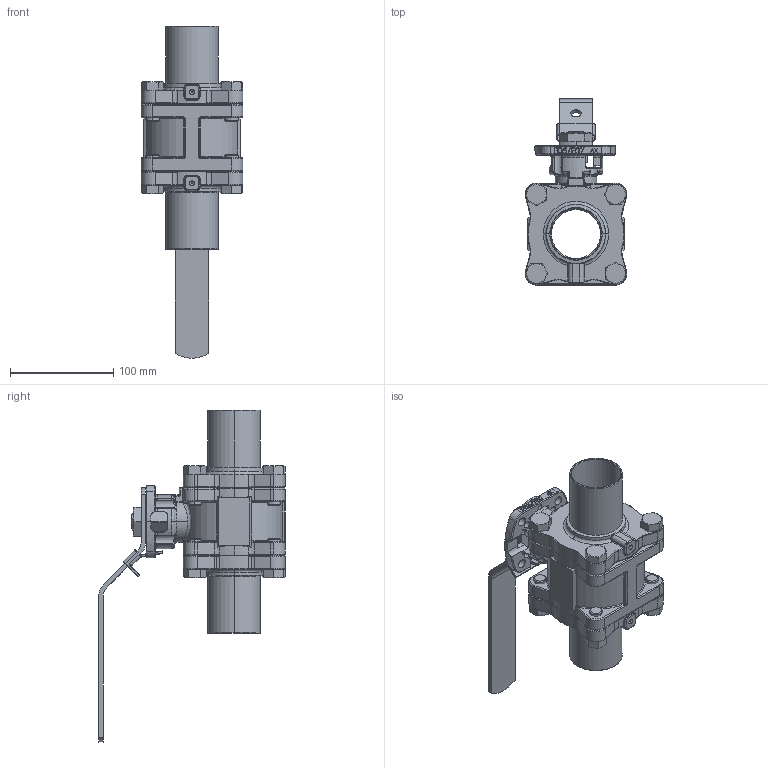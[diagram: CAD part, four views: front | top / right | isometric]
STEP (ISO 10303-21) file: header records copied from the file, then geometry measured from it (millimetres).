
FILE_DESCRIPTION (( 'STEP AP214' ), '1' );
FILE_NAME ('H78-DA-0200.STEP', '2018-12-06T20:51:25', ( '' ), ( '' ), 'SwSTEP 2.0', 'SolidWorks 2018', '' );
FILE_SCHEMA (( 'AUTOMOTIVE_DESIGN' ));
Length unit declared in the file: inch
Products named in the file (1): H78-DA-0200
Bounding box: 98.37 x 179.9 x 320.9 mm (x, y, z)
Surface area: 155594.1 mm2 (no closed solid volume)
Topology: 0 solids, 22 shells, 1146 faces, 3205 edges, 1975 vertices
Faces by surface type: cylinder 321, plane 318, torus 230, bspline 140, cone 111, sphere 26
Entity records: 63999 total; most frequent: CARTESIAN_POINT 20849, DIRECTION 5964, ORIENTED_EDGE 5706, EDGE_CURVE 3162, AXIS2_PLACEMENT_3D 2357, VERTEX_POINT 1972, CIRCLE 1350, VECTOR 1250
